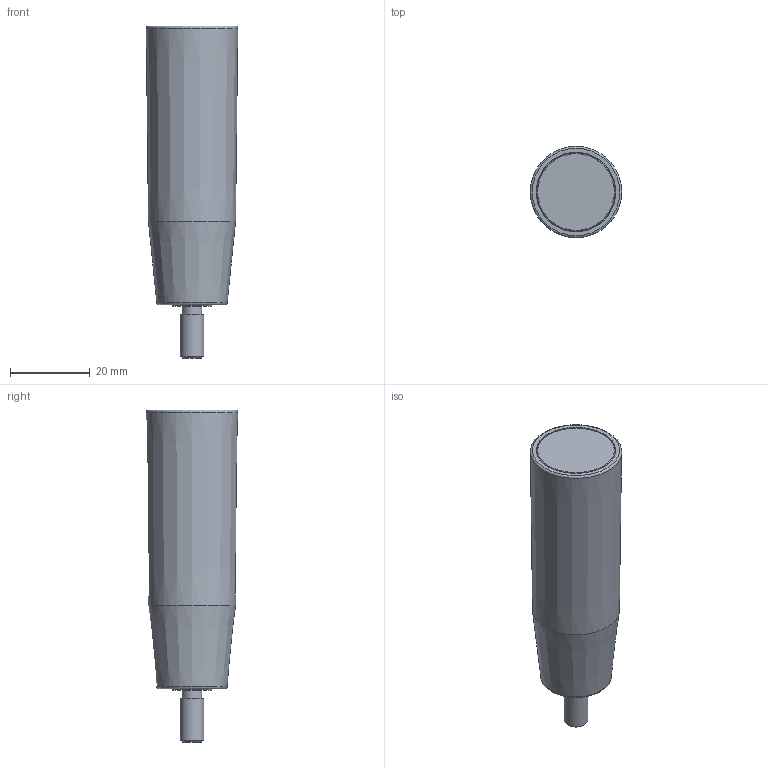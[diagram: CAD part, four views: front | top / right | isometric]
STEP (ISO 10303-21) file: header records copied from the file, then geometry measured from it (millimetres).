
FILE_DESCRIPTION( ( 'Unknown' ), '1' );
FILE_NAME( '6375008_MEP23x70.stp', 'Unknown', ( 'Unknown' ), ( 'Unknown' ), 'PSStep 11.0', 'Unknown', ' ' );
FILE_SCHEMA( ( 'AUTOMOTIVE_DESIGN { 1 0 10303 214 1 1 1 1 }' ) );
Length unit declared in the file: millimetre
Products named in the file (2): 8900184
Bounding box: 22.99 x 22.99 x 83.4 mm (x, y, z)
Volume: 19640.4 mm3; surface area: 10272.4 mm2
Topology: 2 solids, 3 shells, 69 faces, 150 edges, 97 vertices
Faces by surface type: plane 36, cylinder 16, cone 12, torus 5
Full cylindrical faces by diameter (mm): 1.607 x1, 3.1 x1, 5 x1, 6 x1, 6.8 x2, 7.9 x1, 10 x2, 15.421 x1, 18.404 x1, 19.627 x1, 19.7 x1, 20 x1
Entity records: 2285 total; most frequent: DIRECTION 308, CARTESIAN_POINT 302, ORIENTED_EDGE 232, AXIS2_PLACEMENT_3D 129, EDGE_CURVE 116, EDGE_LOOP 106, VERTEX_POINT 91, FACE_OUTER_BOUND 88
